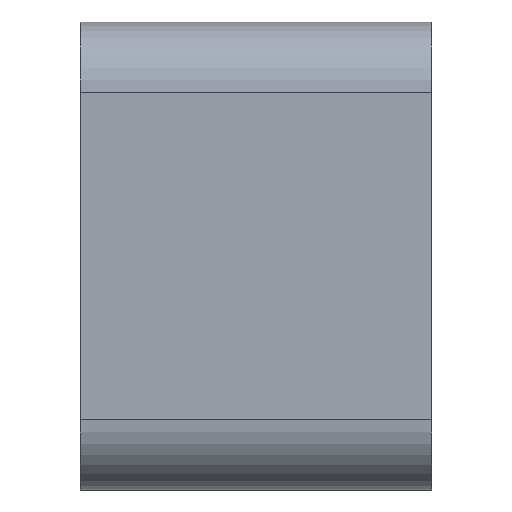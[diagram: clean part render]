
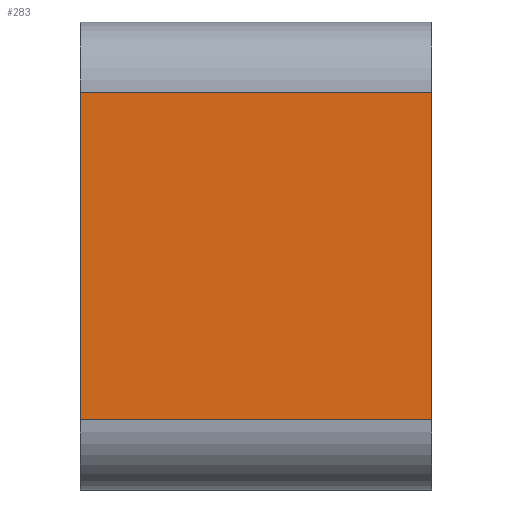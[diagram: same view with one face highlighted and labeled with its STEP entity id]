
A CAD part, front view. The second image highlights one B-rep face of the part: STEP entity #283.
In plain terms, the highlighted planar face has unit normal (0, -1, 0).
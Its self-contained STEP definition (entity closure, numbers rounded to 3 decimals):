
#49 = VERTEX_POINT('',#50);
#50 = CARTESIAN_POINT('',(-7.5,-10.,7.));
#57 = EDGE_CURVE('',#58,#49,#60,.T.);
#58 = VERTEX_POINT('',#59);
#59 = CARTESIAN_POINT('',(-7.5,-10.,-7.));
#60 = LINE('',#61,#62);
#61 = CARTESIAN_POINT('',(-7.5,-10.,-10.));
#62 = VECTOR('',#63,1.);
#63 = DIRECTION('',(0.,0.,1.));
#238 = EDGE_CURVE('',#58,#239,#241,.T.);
#239 = VERTEX_POINT('',#240);
#240 = CARTESIAN_POINT('',(7.5,-10.,-7.));
#241 = LINE('',#242,#243);
#242 = CARTESIAN_POINT('',(-7.5,-10.,-7.));
#243 = VECTOR('',#244,1.);
#244 = DIRECTION('',(1.,0.,0.));
#263 = EDGE_CURVE('',#49,#264,#266,.T.);
#264 = VERTEX_POINT('',#265);
#265 = CARTESIAN_POINT('',(7.5,-10.,7.));
#266 = LINE('',#267,#268);
#267 = CARTESIAN_POINT('',(-7.5,-10.,7.));
#268 = VECTOR('',#269,1.);
#269 = DIRECTION('',(1.,0.,0.));
#283 = ADVANCED_FACE('',(#284),#295,.F.);
#284 = FACE_BOUND('',#285,.F.);
#285 = EDGE_LOOP('',(#286,#287,#288,#294));
#286 = ORIENTED_EDGE('',*,*,#57,.T.);
#287 = ORIENTED_EDGE('',*,*,#263,.T.);
#288 = ORIENTED_EDGE('',*,*,#289,.F.);
#289 = EDGE_CURVE('',#239,#264,#290,.T.);
#290 = LINE('',#291,#292);
#291 = CARTESIAN_POINT('',(7.5,-10.,-10.));
#292 = VECTOR('',#293,1.);
#293 = DIRECTION('',(0.,0.,1.));
#294 = ORIENTED_EDGE('',*,*,#238,.F.);
#295 = PLANE('',#296);
#296 = AXIS2_PLACEMENT_3D('',#297,#298,#299);
#297 = CARTESIAN_POINT('',(-7.5,-10.,-10.));
#298 = DIRECTION('',(0.,1.,0.));
#299 = DIRECTION('',(1.,0.,0.));
